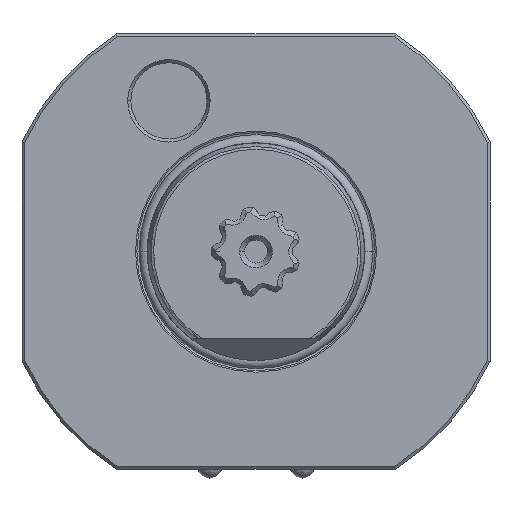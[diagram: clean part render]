
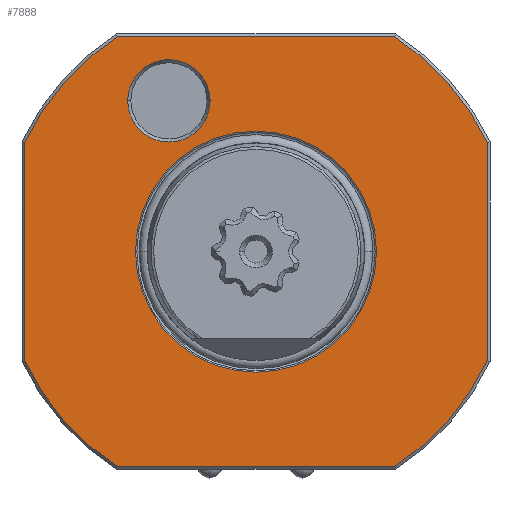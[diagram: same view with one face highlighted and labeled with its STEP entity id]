
A CAD part, left-side view. The second image highlights one B-rep face of the part: STEP entity #7888.
In plain terms, the highlighted planar face has unit normal (-1, 0, 0).
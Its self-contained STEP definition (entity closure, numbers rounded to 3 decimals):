
#230=CARTESIAN_POINT('',(-76.,0.,0.));
#231=DIRECTION('',(1.,0.,0.));
#232=DIRECTION('',(0.,-0.904,-0.427));
#233=AXIS2_PLACEMENT_3D('',#230,#231,#232);
#235=DIRECTION('',(0.,-1.,0.));
#236=VECTOR('',#235,50.942);
#237=CARTESIAN_POINT('',(-76.,25.471,-39.5));
#238=LINE('',#237,#236);
#239=CARTESIAN_POINT('',(-76.,0.,0.));
#240=DIRECTION('',(1.,0.,0.));
#241=DIRECTION('',(0.,0.542,-0.84));
#242=AXIS2_PLACEMENT_3D('',#239,#240,#241);
#244=DIRECTION('',(0.,0.,-1.));
#245=VECTOR('',#244,40.138);
#246=CARTESIAN_POINT('',(-76.,42.5,20.069));
#247=LINE('',#246,#245);
#248=CARTESIAN_POINT('',(-76.,0.,0.));
#249=DIRECTION('',(1.,0.,0.));
#250=DIRECTION('',(0.,0.904,0.427));
#251=AXIS2_PLACEMENT_3D('',#248,#249,#250);
#253=DIRECTION('',(0.,1.,0.));
#254=VECTOR('',#253,50.942);
#255=CARTESIAN_POINT('',(-76.,-25.471,39.5));
#256=LINE('',#255,#254);
#257=CARTESIAN_POINT('',(-76.,0.,0.));
#258=DIRECTION('',(1.,0.,0.));
#259=DIRECTION('',(0.,-0.542,0.84));
#260=AXIS2_PLACEMENT_3D('',#257,#258,#259);
#262=DIRECTION('',(0.,0.,1.));
#263=VECTOR('',#262,40.138);
#264=CARTESIAN_POINT('',(-76.,-42.5,
-20.069));
#265=LINE('',#264,#263);
#266=CARTESIAN_POINT('',(-76.,0.,0.));
#267=DIRECTION('',(1.,0.,0.));
#268=DIRECTION('',(0.,-1.,0.));
#269=AXIS2_PLACEMENT_3D('',#266,#267,#268);
#271=CARTESIAN_POINT('',(-76.,0.,0.));
#272=DIRECTION('',(1.,0.,0.));
#273=DIRECTION('',(0.,1.,0.));
#274=AXIS2_PLACEMENT_3D('',#271,#272,#273);
#276=CARTESIAN_POINT('',(-76.,16.,27.713));
#277=DIRECTION('',(1.,0.,0.));
#278=DIRECTION('',(0.,-1.,0.));
#279=AXIS2_PLACEMENT_3D('',#276,#277,#278);
#281=CARTESIAN_POINT('',(-76.,16.,27.713));
#282=DIRECTION('',(1.,0.,0.));
#283=DIRECTION('',(0.,1.,0.));
#284=AXIS2_PLACEMENT_3D('',#281,#282,#283);
#6981=CARTESIAN_POINT('',(-76.,-22.15,0.));
#6982=CARTESIAN_POINT('',(-76.,22.15,0.));
#6983=VERTEX_POINT('',#6981);
#6984=VERTEX_POINT('',#6982);
#6985=CARTESIAN_POINT('',(-76.,8.423,27.713));
#6986=CARTESIAN_POINT('',(-76.,23.577,27.713));
#6987=VERTEX_POINT('',#6985);
#6988=VERTEX_POINT('',#6986);
#6989=CARTESIAN_POINT('',(-76.,-42.5,-20.07));
#6990=CARTESIAN_POINT('',(-76.,-25.471,-39.5));
#6991=VERTEX_POINT('',#6989);
#6992=VERTEX_POINT('',#6990);
#6997=CARTESIAN_POINT('',(-76.,-25.471,39.5));
#6998=CARTESIAN_POINT('',(-76.,-42.5,20.07));
#6999=VERTEX_POINT('',#6997);
#7000=VERTEX_POINT('',#6998);
#7021=CARTESIAN_POINT('',(-76.,42.5,20.07));
#7022=CARTESIAN_POINT('',(-76.,25.471,39.5));
#7023=VERTEX_POINT('',#7021);
#7024=VERTEX_POINT('',#7022);
#7029=CARTESIAN_POINT('',(-76.,25.471,-39.5));
#7030=CARTESIAN_POINT('',(-76.,42.5,-20.07));
#7031=VERTEX_POINT('',#7029);
#7032=VERTEX_POINT('',#7030);
#7854=CARTESIAN_POINT('',(-76.,0.,0.));
#7855=DIRECTION('',(-1.,0.,0.));
#7856=DIRECTION('',(0.,1.,0.));
#7857=AXIS2_PLACEMENT_3D('',#7854,#7855,#7856);
#7858=PLANE('',#7857);
#7860=ORIENTED_EDGE('',*,*,#7859,.T.);
#7862=ORIENTED_EDGE('',*,*,#7861,.F.);
#7864=ORIENTED_EDGE('',*,*,#7863,.T.);
#7866=ORIENTED_EDGE('',*,*,#7865,.F.);
#7868=ORIENTED_EDGE('',*,*,#7867,.T.);
#7870=ORIENTED_EDGE('',*,*,#7869,.F.);
#7871=ORIENTED_EDGE('',*,*,#7844,.T.);
#7873=ORIENTED_EDGE('',*,*,#7872,.F.);
#7874=EDGE_LOOP('',(#7860,#7862,#7864,#7866,#7868,#7870,#7871,#7873));
#7875=FACE_OUTER_BOUND('',#7874,.F.);
#7877=ORIENTED_EDGE('',*,*,#7876,.F.);
#7879=ORIENTED_EDGE('',*,*,#7878,.F.);
#7880=EDGE_LOOP('',(#7877,#7879));
#7881=FACE_BOUND('',#7880,.F.);
#7883=ORIENTED_EDGE('',*,*,#7882,.F.);
#7885=ORIENTED_EDGE('',*,*,#7884,.F.);
#7886=EDGE_LOOP('',(#7883,#7885));
#7887=FACE_BOUND('',#7886,.F.);
#234=CIRCLE('',#233,47.001);
#243=CIRCLE('',#242,47.001);
#252=CIRCLE('',#251,47.001);
#261=CIRCLE('',#260,47.001);
#270=CIRCLE('',#269,22.15);
#275=CIRCLE('',#274,22.15);
#280=CIRCLE('',#279,7.577);
#285=CIRCLE('',#284,7.577);
#7844=EDGE_CURVE('',#6999,#7000,#261,.T.);
#7859=EDGE_CURVE('',#6991,#6992,#234,.T.);
#7861=EDGE_CURVE('',#7031,#6992,#238,.T.);
#7863=EDGE_CURVE('',#7031,#7032,#243,.T.);
#7865=EDGE_CURVE('',#7023,#7032,#247,.T.);
#7867=EDGE_CURVE('',#7023,#7024,#252,.T.);
#7869=EDGE_CURVE('',#6999,#7024,#256,.T.);
#7872=EDGE_CURVE('',#6991,#7000,#265,.T.);
#7876=EDGE_CURVE('',#6983,#6984,#270,.T.);
#7878=EDGE_CURVE('',#6984,#6983,#275,.T.);
#7882=EDGE_CURVE('',#6987,#6988,#280,.T.);
#7884=EDGE_CURVE('',#6988,#6987,#285,.T.);
#7888=ADVANCED_FACE('',(#7875,#7881,#7887),#7858,.T.);
